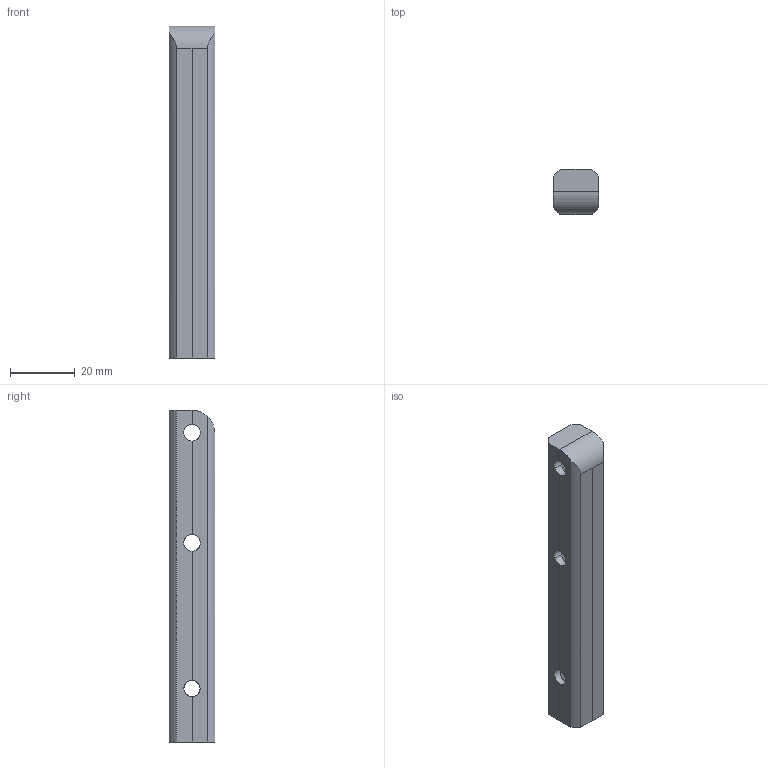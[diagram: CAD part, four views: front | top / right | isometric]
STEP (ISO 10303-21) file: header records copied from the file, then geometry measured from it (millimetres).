
FILE_DESCRIPTION(('CATIA V5 STEP Exchange'),'2;1');
FILE_NAME('Tube Sup - 10 - Section carree-Court.stp','2019-07-25T13:50:04+00:00',('none'),('none'),'CATIA Version 5 Release 21 GA (IN-10)','CATIA V5 STEP AP203','none');
FILE_SCHEMA(('CONFIG_CONTROL_DESIGN'));
Length unit declared in the file: millimetre
Products named in the file (1): Tube Sup - 10 - Section carree-Court
Bounding box: 14 x 14 x 102.5 mm (x, y, z)
Volume: 11814.8 mm3; surface area: 8434.5 mm2
Topology: 1 solids, 1 shells, 38 faces, 135 edges, 87 vertices
Faces by surface type: cylinder 23, plane 11, cone 4
Entity records: 1565 total; most frequent: CARTESIAN_POINT 501, ORIENTED_EDGE 266, DIRECTION 139, EDGE_CURVE 133, VERTEX_POINT 87, AXIS2_PLACEMENT_3D 63, VECTOR 59, LINE 59
